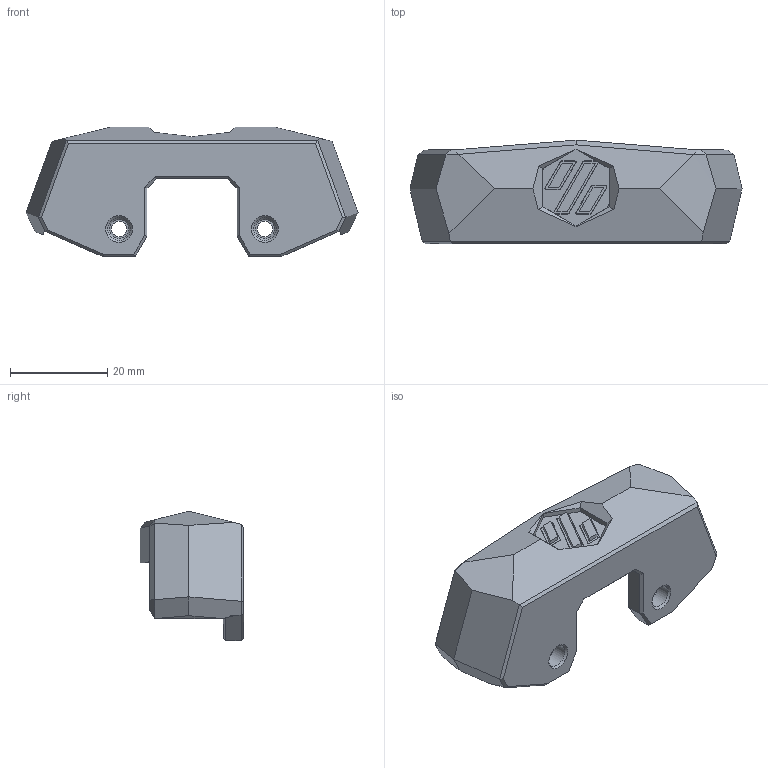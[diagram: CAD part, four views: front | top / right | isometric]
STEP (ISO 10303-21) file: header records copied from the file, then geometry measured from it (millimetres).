
FILE_DESCRIPTION(/* description */ (''),/* implementation_level */ '2;1');
FILE_NAME(/* name */ 'LDO_Stealth_Bed_Front.step',/* time_stamp */ '2022-09-03T07:04:48-07:00',/* author */ (''),/* organization */ (''),/* preprocessor_version */ 'ST-DEVELOPER v19',/* originating_system */ 'Autodesk Translation Framework v11.7.0.108',/* authorisation */ '');
FILE_SCHEMA (('AUTOMOTIVE_DESIGN { 1 0 10303 214 3 1 1 }'));
Length unit declared in the file: millimetre
Products named in the file (4): Stealth_Bed_Front (1); MainBody (1); led_diffuser (1); led_diffuser_mask (1)
Assembly tree (3 placements, depth 2):
  Stealth_Bed_Front (1)
    MainBody (1)
    led_diffuser (1)
    led_diffuser_mask (1)
Bounding box: 68.16 x 21.25 x 26.59 mm (x, y, z)
Volume: 11727.9 mm3; surface area: 7438.5 mm2
Topology: 3 solids, 3 shells, 282 faces, 731 edges, 464 vertices
Faces by surface type: plane 248, cone 26, cylinder 8
Full cylindrical faces by diameter (mm): 3.2 x2, 4.6 x2, 4.7 x2
Entity records: 8572 total; most frequent: CARTESIAN_POINT 1485, ORIENTED_EDGE 1462, DIRECTION 1377, EDGE_CURVE 731, LINE 665, VECTOR 665, VERTEX_POINT 464, AXIS2_PLACEMENT_3D 356
